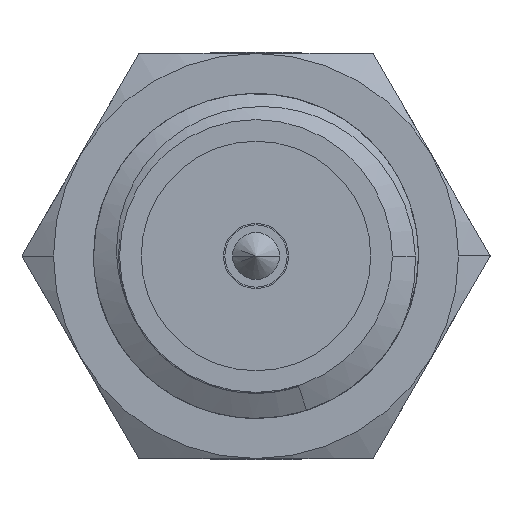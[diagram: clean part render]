
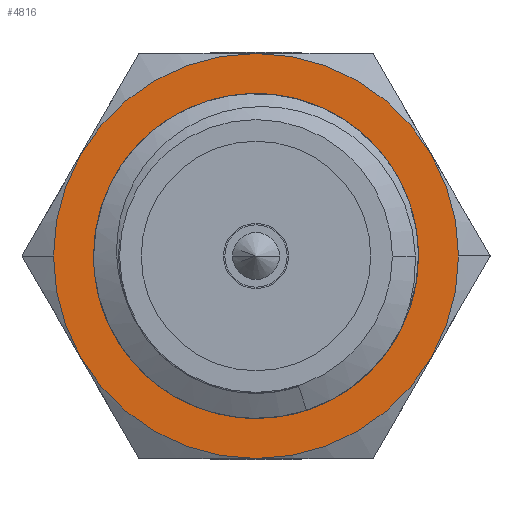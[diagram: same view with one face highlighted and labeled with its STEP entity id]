
A CAD part, left-side view. The second image highlights one B-rep face of the part: STEP entity #4816.
In plain terms, the highlighted planar face has unit normal (-1, 0, 0).
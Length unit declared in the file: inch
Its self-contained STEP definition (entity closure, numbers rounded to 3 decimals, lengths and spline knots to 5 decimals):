
#250 = AXIS2_PLACEMENT_3D ( 'NONE', #731, #2040, #5391 ) ;
#271 = VERTEX_POINT ( 'NONE', #3514 ) ;
#275 = EDGE_LOOP ( 'NONE', ( #442, #3009 ) ) ;
#306 = DIRECTION ( 'NONE',  ( -1., 0., 0. ) ) ;
#442 = ORIENTED_EDGE ( 'NONE', *, *, #1034, .F. ) ;
#622 = DIRECTION ( 'NONE',  ( 1., 0., 0. ) ) ;
#731 = CARTESIAN_POINT ( 'NONE',  ( 0.24964, 0., 0. ) ) ;
#781 = ORIENTED_EDGE ( 'NONE', *, *, #1094, .T. ) ;
#1034 = EDGE_CURVE ( 'NONE', #2489, #3273, #2079, .T. ) ;
#1094 = EDGE_CURVE ( 'NONE', #271, #1667, #4807, .T. ) ;
#1226 = DIRECTION ( 'NONE',  ( 1., 0., 0. ) ) ;
#1382 = ORIENTED_EDGE ( 'NONE', *, *, #4590, .T. ) ;
#1467 = DIRECTION ( 'NONE',  ( 0., 1., 0. ) ) ;
#1488 = PLANE ( 'NONE',  #1600 ) ;
#1495 = CARTESIAN_POINT ( 'NONE',  ( 0.24964, 0., 0. ) ) ;
#1558 = CARTESIAN_POINT ( 'NONE',  ( 0.24964, 0.105, 0. ) ) ;
#1600 = AXIS2_PLACEMENT_3D ( 'NONE', #1558, #306, #1877 ) ;
#1610 = DIRECTION ( 'NONE',  ( 1., 0., 0. ) ) ;
#1667 = VERTEX_POINT ( 'NONE', #4027 ) ;
#1877 = DIRECTION ( 'NONE',  ( 0., -1., 0. ) ) ;
#2040 = DIRECTION ( 'NONE',  ( 1., 0., 0. ) ) ;
#2079 = CIRCLE ( 'NONE', #250, 0.15588 ) ;
#2297 = DIRECTION ( 'NONE',  ( 0., 1., 0. ) ) ;
#2437 = EDGE_CURVE ( 'NONE', #3273, #2489, #4978, .T. ) ;
#2489 = VERTEX_POINT ( 'NONE', #4148 ) ;
#2651 = CIRCLE ( 'NONE', #4503, 0.105 ) ;
#3009 = ORIENTED_EDGE ( 'NONE', *, *, #2437, .F. ) ;
#3273 = VERTEX_POINT ( 'NONE', #4819 ) ;
#3514 = CARTESIAN_POINT ( 'NONE',  ( 0.24964, -0.105, 0. ) ) ;
#3764 = EDGE_LOOP ( 'NONE', ( #1382, #781 ) ) ;
#4027 = CARTESIAN_POINT ( 'NONE',  ( 0.24964, 0.105, 0. ) ) ;
#4045 = FACE_OUTER_BOUND ( 'NONE', #275, .T. ) ;
#4148 = CARTESIAN_POINT ( 'NONE',  ( 0.24964, 0.15588, 0. ) ) ;
#4312 = CARTESIAN_POINT ( 'NONE',  ( 0.24964, 0., 0. ) ) ;
#4503 = AXIS2_PLACEMENT_3D ( 'NONE', #4312, #622, #2297 ) ;
#4504 = DIRECTION ( 'NONE',  ( 0., 1., 0. ) ) ;
#4590 = EDGE_CURVE ( 'NONE', #1667, #271, #2651, .T. ) ;
#4800 = FACE_BOUND ( 'NONE', #3764, .T. ) ;
#4807 = CIRCLE ( 'NONE', #5147, 0.105 ) ;
#4816 = ADVANCED_FACE ( 'NONE', ( #4800, #4045 ), #1488, .T. ) ;
#4819 = CARTESIAN_POINT ( 'NONE',  ( 0.24964, -0.15588, 0. ) ) ;
#4978 = CIRCLE ( 'NONE', #5089, 0.15588 ) ;
#4982 = CARTESIAN_POINT ( 'NONE',  ( 0.24964, 0., 0. ) ) ;
#5089 = AXIS2_PLACEMENT_3D ( 'NONE', #1495, #1610, #1467 ) ;
#5147 = AXIS2_PLACEMENT_3D ( 'NONE', #4982, #1226, #4504 ) ;
#5391 = DIRECTION ( 'NONE',  ( 0., 1., 0. ) ) ;
